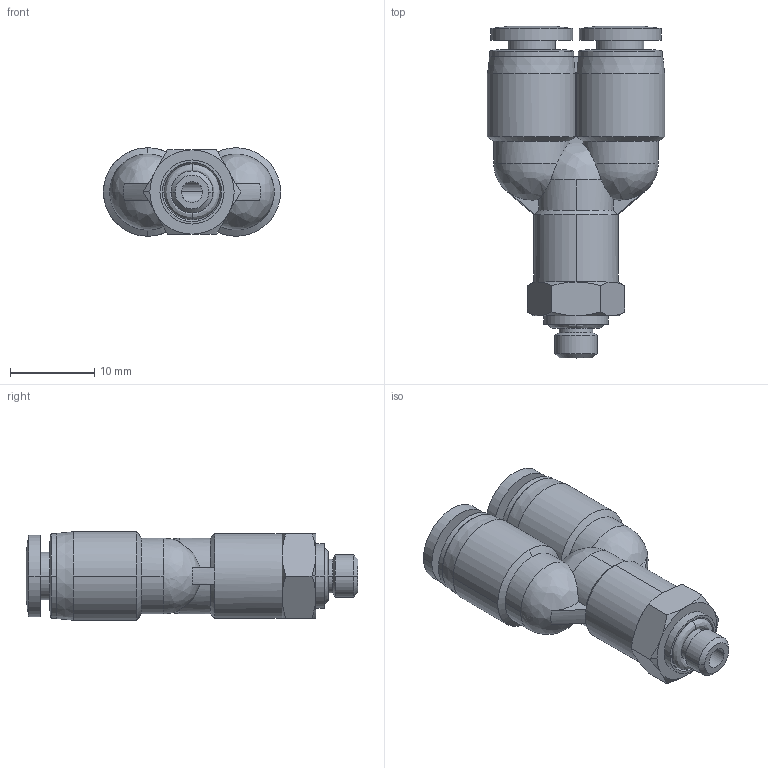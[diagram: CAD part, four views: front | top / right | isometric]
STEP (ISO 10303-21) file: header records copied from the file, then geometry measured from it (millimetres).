
FILE_DESCRIPTION (( 'STEP AP214' ), '1' );
FILE_NAME ('MY4M-M5.step', '2016-02-24T20:45:42', ( '' ), ( '' ), 'SwSTEP 2.0', 'SolidWorks 2015', '' );
FILE_SCHEMA (( 'AUTOMOTIVE_DESIGN' ));
Length unit declared in the file: inch
Products named in the file (1): MY4M-M5
Bounding box: 21 x 39.35 x 10.5 mm (x, y, z)
Volume: 3624.5 mm3; surface area: 2942 mm2
Topology: 2 solids, 2 shells, 127 faces, 304 edges, 188 vertices
Faces by surface type: cylinder 45, cone 38, plane 26, bspline 12, torus 6
Entity records: 4323 total; most frequent: CARTESIAN_POINT 1384, DIRECTION 612, ORIENTED_EDGE 604, EDGE_CURVE 302, AXIS2_PLACEMENT_3D 264, VERTEX_POINT 188, CIRCLE 148, EDGE_LOOP 142
